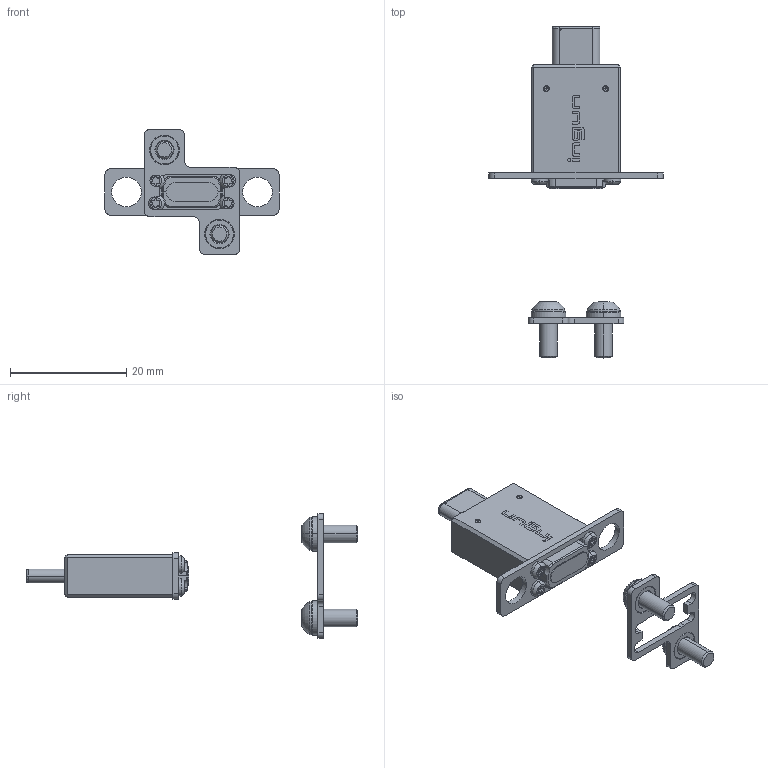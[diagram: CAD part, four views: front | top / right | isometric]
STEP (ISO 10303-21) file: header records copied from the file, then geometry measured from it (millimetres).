
FILE_DESCRIPTION (( 'STEP AP214' ), '1' );
FILE_NAME ('INGUN_112622.STEP', '2025-07-09T13:53:41', ( '' ), ( '' ), 'SwSTEP 2.0', 'SolidWorks 2023', '' );
FILE_SCHEMA (( 'AUTOMOTIVE_DESIGN' ));
Length unit declared in the file: millimetre
Products named in the file (1): INGUN_112622
Bounding box: 30 x 57.22 x 21.5 mm (x, y, z)
Volume: 2788.7 mm3; surface area: 4192.9 mm2
Topology: 11 solids, 11 shells, 1099 faces, 2997 edges, 1937 vertices
Faces by surface type: plane 586, cylinder 352, cone 77, bspline 72, torus 12
Entity records: 49072 total; most frequent: CARTESIAN_POINT 9718, ORIENTED_EDGE 5978, DIRECTION 5592, EDGE_CURVE 2989, VERTEX_POINT 1937, VECTOR 1926, LINE 1926, AXIS2_PLACEMENT_3D 1833
